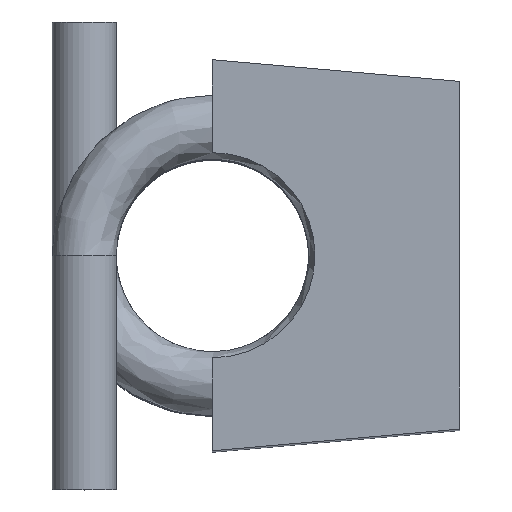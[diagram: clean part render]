
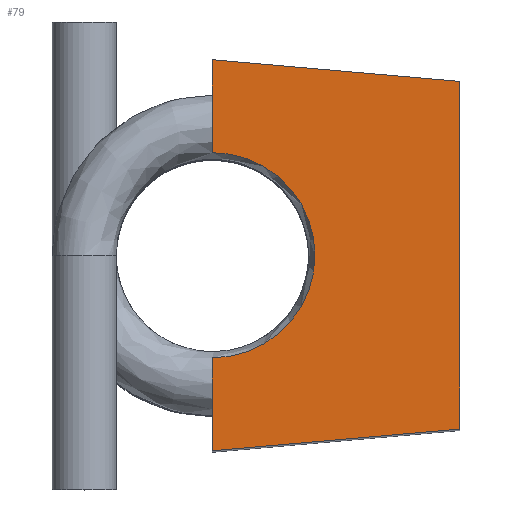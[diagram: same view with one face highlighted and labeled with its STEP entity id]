
A CAD part, top view. The second image highlights one B-rep face of the part: STEP entity #79.
In plain terms, the highlighted planar face has unit normal (0, 0, 1).
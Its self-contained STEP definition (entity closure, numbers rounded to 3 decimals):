
#79 = ADVANCED_FACE( '', ( #141 ), #142, .F. );
#141 = FACE_OUTER_BOUND( '', #197, .T. );
#142 = PLANE( '', #198 );
#197 = EDGE_LOOP( '', ( #1010, #1011, #1012, #1013, #1014, #1015 ) );
#198 = AXIS2_PLACEMENT_3D( '', #1016, #1017, #1018 );
#1010 = ORIENTED_EDGE( '', *, *, #1104, .T. );
#1011 = ORIENTED_EDGE( '', *, *, #1105, .T. );
#1012 = ORIENTED_EDGE( '', *, *, #1106, .T. );
#1013 = ORIENTED_EDGE( '', *, *, #1107, .T. );
#1014 = ORIENTED_EDGE( '', *, *, #1108, .T. );
#1015 = ORIENTED_EDGE( '', *, *, #1109, .T. );
#1016 = CARTESIAN_POINT( '', ( 0., 0., 3.43 ) );
#1017 = DIRECTION( '', ( 0., 0., -1. ) );
#1018 = DIRECTION( '', ( -1., 0., 0. ) );
#1104 = EDGE_CURVE( '', #1139, #1140, #1141, .T. );
#1105 = EDGE_CURVE( '', #1140, #1142, #1143, .T. );
#1106 = EDGE_CURVE( '', #1142, #1144, #1145, .T. );
#1107 = EDGE_CURVE( '', #1144, #1146, #1147, .T. );
#1108 = EDGE_CURVE( '', #1146, #1148, #1149, .T. );
#1109 = EDGE_CURVE( '', #1148, #1139, #1150, .T. );
#1139 = VERTEX_POINT( '', #1190 );
#1140 = VERTEX_POINT( '', #1191 );
#1141 = CIRCLE( '', #1192, 0.8 );
#1142 = VERTEX_POINT( '', #1193 );
#1143 = LINE( '', #1194, #1195 );
#1144 = VERTEX_POINT( '', #1196 );
#1145 = LINE( '', #1197, #1198 );
#1146 = VERTEX_POINT( '', #1199 );
#1147 = LINE( '', #1200, #1201 );
#1148 = VERTEX_POINT( '', #1202 );
#1149 = LINE( '', #1203, #1204 );
#1150 = LINE( '', #1205, #1206 );
#1190 = CARTESIAN_POINT( '', ( -0.8, 0., 3.43 ) );
#1191 = CARTESIAN_POINT( '', ( 0.8, 0., 3.43 ) );
#1192 = AXIS2_PLACEMENT_3D( '', #1256, #1257, #1258 );
#1193 = CARTESIAN_POINT( '', ( 1.525, 0., 3.43 ) );
#1194 = CARTESIAN_POINT( '', ( 0.8, 0., 3.43 ) );
#1195 = VECTOR( '', #1259, 1000. );
#1196 = CARTESIAN_POINT( '', ( 1.356, 1.93, 3.43 ) );
#1197 = CARTESIAN_POINT( '', ( 1.525, 0., 3.43 ) );
#1198 = VECTOR( '', #1260, 1000. );
#1199 = CARTESIAN_POINT( '', ( -1.356, 1.93, 3.43 ) );
#1200 = CARTESIAN_POINT( '', ( 1.356, 1.93, 3.43 ) );
#1201 = VECTOR( '', #1261, 1000. );
#1202 = CARTESIAN_POINT( '', ( -1.525, 0., 3.43 ) );
#1203 = CARTESIAN_POINT( '', ( -1.356, 1.93, 3.43 ) );
#1204 = VECTOR( '', #1262, 1000. );
#1205 = CARTESIAN_POINT( '', ( -1.525, 0., 3.43 ) );
#1206 = VECTOR( '', #1263, 1000. );
#1256 = CARTESIAN_POINT( '', ( 0., 0., 3.43 ) );
#1257 = DIRECTION( '', ( 0., 0., -1. ) );
#1258 = DIRECTION( '', ( -1., 0., 0. ) );
#1259 = DIRECTION( '', ( 1., 0., 0. ) );
#1260 = DIRECTION( '', ( -0.087, 0.996, 0. ) );
#1261 = DIRECTION( '', ( -1., 0., 0. ) );
#1262 = DIRECTION( '', ( -0.087, -0.996, 0. ) );
#1263 = DIRECTION( '', ( 1., 0., 0. ) );
